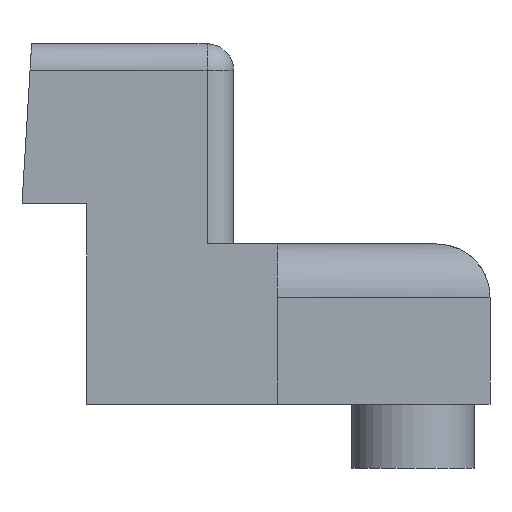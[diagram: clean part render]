
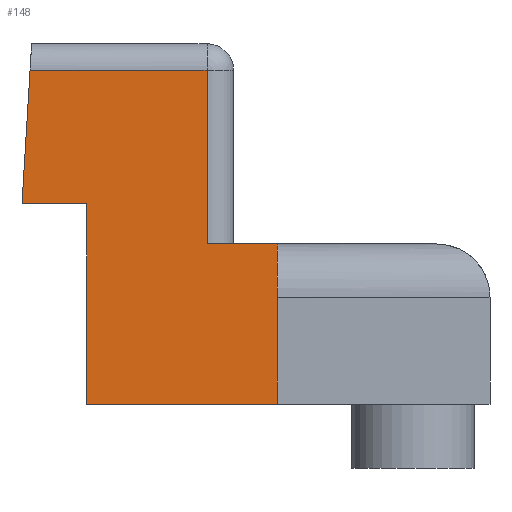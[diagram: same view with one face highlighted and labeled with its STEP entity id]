
A CAD part, front view. The second image highlights one B-rep face of the part: STEP entity #148.
In plain terms, the highlighted planar face has unit normal (0, -1, 0).
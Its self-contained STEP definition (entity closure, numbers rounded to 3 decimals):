
#11 = DIRECTION ( 'NONE',  ( -1., 0., 0. ) ) ;
#54 = CARTESIAN_POINT ( 'NONE',  ( 0., 47.875, 3.75 ) ) ;
#73 = VERTEX_POINT ( 'NONE', #609 ) ;
#82 = CARTESIAN_POINT ( 'NONE',  ( 59.7, 47.875, 6.25 ) ) ;
#87 = VECTOR ( 'NONE', #282, 1000. ) ;
#97 = CARTESIAN_POINT ( 'NONE',  ( 61.015, 47.875, 0. ) ) ;
#115 = VECTOR ( 'NONE', #178, 1000. ) ;
#122 = EDGE_CURVE ( 'NONE', #73, #333, #476, .T. ) ;
#142 = VERTEX_POINT ( 'NONE', #210 ) ;
#148 = ADVANCED_FACE ( 'NONE', ( #840 ), #880, .F. ) ;
#165 = EDGE_CURVE ( 'NONE', #142, #1000, #1070, .T. ) ;
#170 = CARTESIAN_POINT ( 'NONE',  ( 59.7, 47.875, 3. ) ) ;
#178 = DIRECTION ( 'NONE',  ( 0., 0., -1. ) ) ;
#187 = ORIENTED_EDGE ( 'NONE', *, *, #425, .F. ) ;
#198 = AXIS2_PLACEMENT_3D ( 'NONE', #704, #1044, #537 ) ;
#210 = CARTESIAN_POINT ( 'NONE',  ( 56.235, 47.875, 3.75 ) ) ;
#211 = CARTESIAN_POINT ( 'NONE',  ( 57.45, 47.875, 3.75 ) ) ;
#241 = LINE ( 'NONE', #170, #582 ) ;
#248 = CARTESIAN_POINT ( 'NONE',  ( 61.015, 47.875, 3. ) ) ;
#257 = CARTESIAN_POINT ( 'NONE',  ( 57.45, 47.875, 0. ) ) ;
#282 = DIRECTION ( 'NONE',  ( 0., 0., 1. ) ) ;
#333 = VERTEX_POINT ( 'NONE', #82 ) ;
#337 = EDGE_CURVE ( 'NONE', #73, #656, #241, .T. ) ;
#339 = LINE ( 'NONE', #996, #846 ) ;
#341 = LINE ( 'NONE', #905, #529 ) ;
#359 = ORIENTED_EDGE ( 'NONE', *, *, #559, .F. ) ;
#363 = VERTEX_POINT ( 'NONE', #744 ) ;
#364 = CARTESIAN_POINT ( 'NONE',  ( 59.7, 47.875, 6.75 ) ) ;
#376 = EDGE_LOOP ( 'NONE', ( #1031, #187, #415, #673, #617, #359, #941, #1074 ) ) ;
#384 = EDGE_CURVE ( 'NONE', #333, #363, #527, .T. ) ;
#415 = ORIENTED_EDGE ( 'NONE', *, *, #165, .T. ) ;
#416 = CARTESIAN_POINT ( 'NONE',  ( 61.015, 47.875, 15.621 ) ) ;
#425 = EDGE_CURVE ( 'NONE', #142, #363, #339, .T. ) ;
#431 = VERTEX_POINT ( 'NONE', #97 ) ;
#433 = VECTOR ( 'NONE', #448, 1000. ) ;
#448 = DIRECTION ( 'NONE',  ( 1., 0., 0. ) ) ;
#450 = VERTEX_POINT ( 'NONE', #580 ) ;
#476 = LINE ( 'NONE', #364, #87 ) ;
#480 = DIRECTION ( 'NONE',  ( 1., 0., 0. ) ) ;
#496 = CARTESIAN_POINT ( 'NONE',  ( 56.2, 47.875, 6.25 ) ) ;
#527 = LINE ( 'NONE', #496, #978 ) ;
#529 = VECTOR ( 'NONE', #480, 1000. ) ;
#537 = DIRECTION ( 'NONE',  ( 0., 0., 1. ) ) ;
#559 = EDGE_CURVE ( 'NONE', #656, #431, #745, .T. ) ;
#580 = CARTESIAN_POINT ( 'NONE',  ( 57.45, 47.875, 0. ) ) ;
#582 = VECTOR ( 'NONE', #829, 1000. ) ;
#597 = LINE ( 'NONE', #257, #857 ) ;
#609 = CARTESIAN_POINT ( 'NONE',  ( 59.7, 47.875, 3. ) ) ;
#617 = ORIENTED_EDGE ( 'NONE', *, *, #735, .T. ) ;
#656 = VERTEX_POINT ( 'NONE', #248 ) ;
#673 = ORIENTED_EDGE ( 'NONE', *, *, #947, .F. ) ;
#704 = CARTESIAN_POINT ( 'NONE',  ( 0., 47.875, 6.75 ) ) ;
#735 = EDGE_CURVE ( 'NONE', #450, #431, #341, .T. ) ;
#744 = CARTESIAN_POINT ( 'NONE',  ( 56.386, 47.875, 6.25 ) ) ;
#745 = LINE ( 'NONE', #416, #115 ) ;
#751 = DIRECTION ( 'NONE',  ( 0.06, 0., 0.998 ) ) ;
#829 = DIRECTION ( 'NONE',  ( 1., 0., 0. ) ) ;
#840 = FACE_OUTER_BOUND ( 'NONE', #376, .T. ) ;
#846 = VECTOR ( 'NONE', #751, 1000. ) ;
#848 = DIRECTION ( 'NONE',  ( 0., 0., 1. ) ) ;
#857 = VECTOR ( 'NONE', #848, 1000. ) ;
#880 = PLANE ( 'NONE',  #198 ) ;
#905 = CARTESIAN_POINT ( 'NONE',  ( 0., 47.875, 0. ) ) ;
#941 = ORIENTED_EDGE ( 'NONE', *, *, #337, .F. ) ;
#947 = EDGE_CURVE ( 'NONE', #450, #1000, #597, .T. ) ;
#978 = VECTOR ( 'NONE', #11, 1000. ) ;
#996 = CARTESIAN_POINT ( 'NONE',  ( 55.805, 47.875, -3.368 ) ) ;
#1000 = VERTEX_POINT ( 'NONE', #211 ) ;
#1031 = ORIENTED_EDGE ( 'NONE', *, *, #384, .T. ) ;
#1044 = DIRECTION ( 'NONE',  ( 0., 1., 0. ) ) ;
#1070 = LINE ( 'NONE', #54, #433 ) ;
#1074 = ORIENTED_EDGE ( 'NONE', *, *, #122, .T. ) ;
